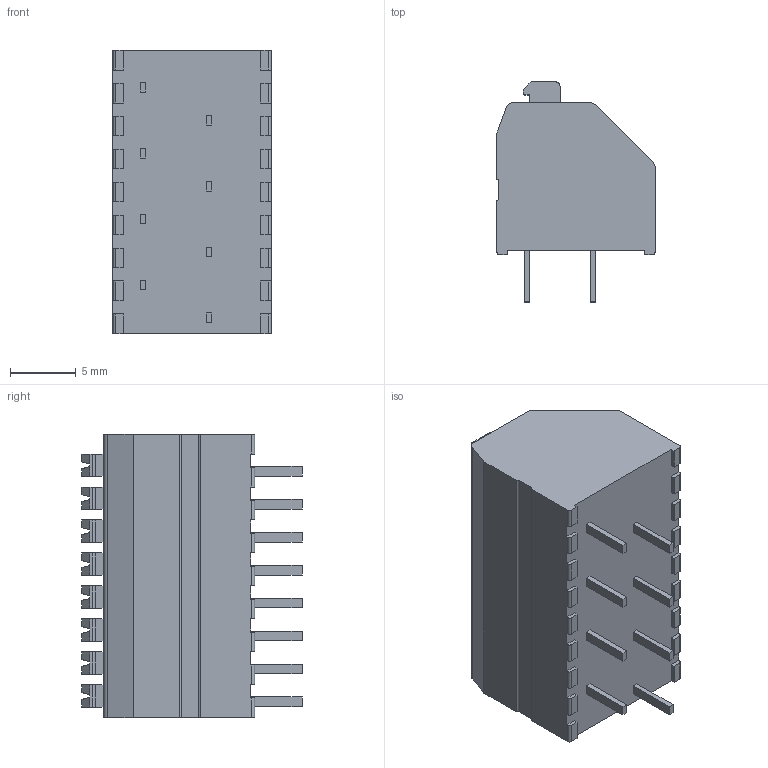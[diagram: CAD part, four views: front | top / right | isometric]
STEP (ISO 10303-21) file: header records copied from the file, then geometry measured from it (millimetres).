
FILE_DESCRIPTION( ( 'STEP AP203' ), '1' );
FILE_NAME( '250-408.stp', '2020-11-23T13:49:31', ( 'License CC BY-ND 4.0' ), ( 'CADENAS' ), ' ', 'PARTsolutions', ' ' );
FILE_SCHEMA( ( 'CONFIG_CONTROL_DESIGN' ) );
Length unit declared in the file: millimetre
Products named in the file (1): _250-408
Bounding box: 12 x 16.7 x 21.5 mm (x, y, z)
Volume: 2614.6 mm3; surface area: 1466.4 mm2
Topology: 1 solids, 1 shells, 381 faces, 1033 edges, 670 vertices
Faces by surface type: plane 294, cylinder 71, cone 16
Entity records: 11908 total; most frequent: CARTESIAN_POINT 2085, ORIENTED_EDGE 2066, DIRECTION 2002, EDGE_CURVE 1033, LINE 828, VECTOR 828, VERTEX_POINT 670, AXIS2_PLACEMENT_3D 587
